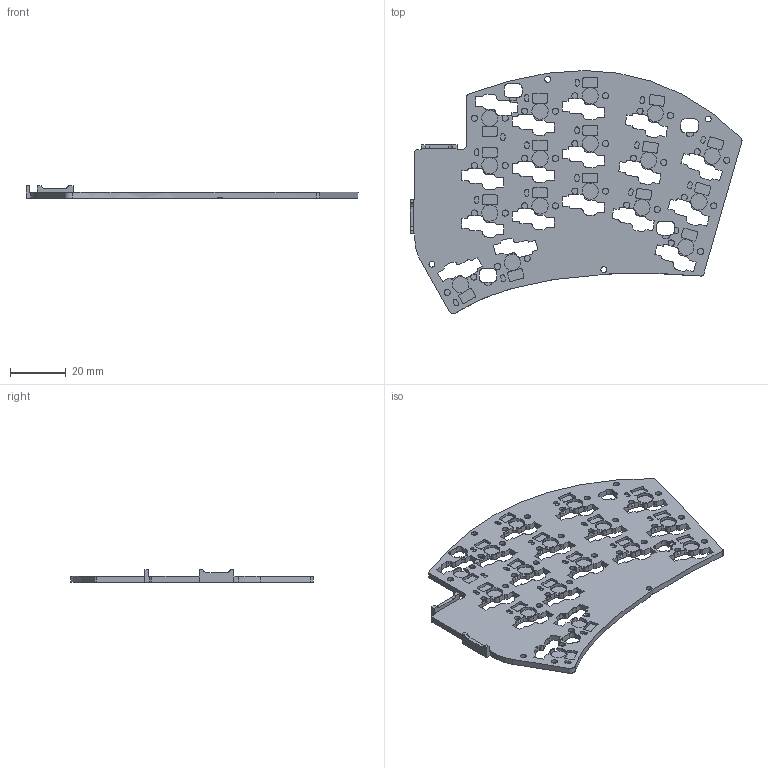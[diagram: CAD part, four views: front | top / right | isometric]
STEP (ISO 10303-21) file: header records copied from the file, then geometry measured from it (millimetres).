
FILE_DESCRIPTION(/* description */ (''),/* implementation_level */ '2;1');
FILE_NAME(/* name */ 'bot_right.step',/* time_stamp */ '2025-11-23T23:27:41+09:00',/* author */ (''),/* organization */ (''),/* preprocessor_version */ 'ST-DEVELOPER v20.1',/* originating_system */ 'Autodesk Translation Framework v14.21.0.0',/* authorisation */ '');
FILE_SCHEMA (('AUTOMOTIVE_DESIGN { 1 0 10303 214 3 1 1 }'));
Length unit declared in the file: millimetre
Products named in the file (1): bot_right
Bounding box: 119.04 x 87.11 x 4.48 mm (x, y, z)
Volume: 12108.3 mm3; surface area: 15869.9 mm2
Topology: 1 solids, 1 shells, 883 faces, 2477 edges, 1650 vertices
Faces by surface type: plane 493, cylinder 380, bspline 6, cone 4
Full cylindrical faces by diameter (mm): 2.1 x4, 2.2 x17, 9 x5
Entity records: 29150 total; most frequent: CARTESIAN_POINT 5459, DIRECTION 5019, ORIENTED_EDGE 4954, EDGE_CURVE 2477, AXIS2_PLACEMENT_3D 1678, LINE 1663, VECTOR 1663, VERTEX_POINT 1650
